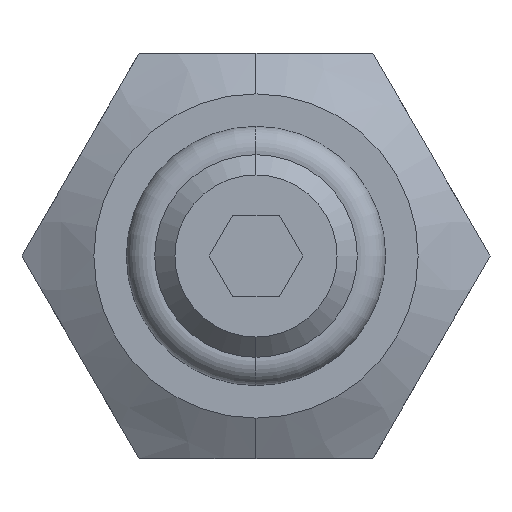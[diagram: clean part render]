
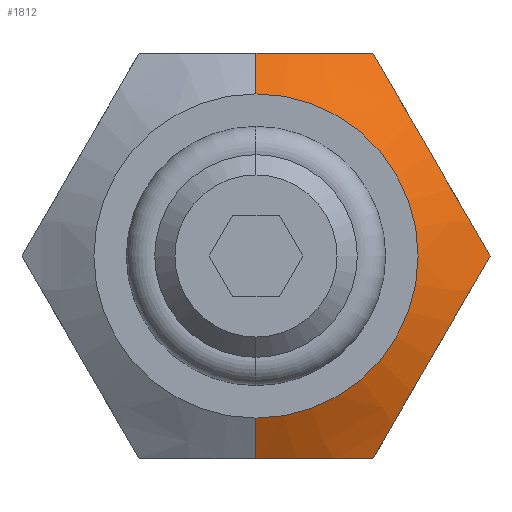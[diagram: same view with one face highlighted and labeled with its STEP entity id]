
A CAD part, front view. The second image highlights one B-rep face of the part: STEP entity #1812.
In plain terms, the highlighted conical face has half-angle 60 degrees and reference radius 4 mm.
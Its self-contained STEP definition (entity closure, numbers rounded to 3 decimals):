
#183 = FACE_OUTER_BOUND ( 'NONE', #1124, .T. ) ;
#193 = CONICAL_SURFACE ( 'NONE', #3673, 4., 1.047 ) ;
#763 = EDGE_CURVE ( 'NONE', #985, #993, #2898, .T. ) ;
#767 = EDGE_CURVE ( 'NONE', #985, #982, #2906, .T. ) ;
#768 = EDGE_CURVE ( 'NONE', #982, #980, #3761, .T. ) ;
#769 = EDGE_CURVE ( 'NONE', #980, #979, #3758, .T. ) ;
#770 = EDGE_CURVE ( 'NONE', #979, #976, #3752, .T. ) ;
#771 = EDGE_CURVE ( 'NONE', #976, #975, #3756, .T. ) ;
#772 = EDGE_CURVE ( 'NONE', #993, #975, #2909, .T. ) ;
#975 = VERTEX_POINT ( 'NONE', #3255 ) ;
#976 = VERTEX_POINT ( 'NONE', #3256 ) ;
#979 = VERTEX_POINT ( 'NONE', #3259 ) ;
#980 = VERTEX_POINT ( 'NONE', #3260 ) ;
#982 = VERTEX_POINT ( 'NONE', #3262 ) ;
#985 = VERTEX_POINT ( 'NONE', #3265 ) ;
#993 = VERTEX_POINT ( 'NONE', #3273 ) ;
#1124 = EDGE_LOOP ( 'NONE', ( #3125, #3131, #3122, #3124, #3130, #3123, #3120 ) ) ;
#1476 = CARTESIAN_POINT ( 'NONE',  ( 2.887, 8.524, -5. ) ) ;
#1488 = CARTESIAN_POINT ( 'NONE',  ( 0., 7.5, -4. ) ) ;
#1508 = DIRECTION ( 'NONE',  ( 0., 0., -1. ) ) ;
#1516 = DIRECTION ( 'NONE',  ( 0., -1., 0. ) ) ;
#1523 = CARTESIAN_POINT ( 'NONE',  ( 0., 7.5, 0. ) ) ;
#1716 = DIRECTION ( 'NONE',  ( 0., 0.5, 0.866 ) ) ;
#1719 = CARTESIAN_POINT ( 'NONE',  ( 0., 8.077, 5. ) ) ;
#1720 = CARTESIAN_POINT ( 'NONE',  ( 0.488, 8.077, 5. ) ) ;
#1721 = CARTESIAN_POINT ( 'NONE',  ( 0.983, 8.12, 5. ) ) ;
#1722 = CARTESIAN_POINT ( 'NONE',  ( 1.947, 8.277, 5. ) ) ;
#1725 = CARTESIAN_POINT ( 'NONE',  ( 0., 7.5, 4. ) ) ;
#1726 = CARTESIAN_POINT ( 'NONE',  ( 2.887, 8.524, 5. ) ) ;
#1727 = CARTESIAN_POINT ( 'NONE',  ( 3.123, 8.388, 4.591 ) ) ;
#1728 = CARTESIAN_POINT ( 'NONE',  ( 3.361, 8.275, 4.179 ) ) ;
#1729 = CARTESIAN_POINT ( 'NONE',  ( 3.722, 8.159, 3.554 ) ) ;
#1731 = CARTESIAN_POINT ( 'NONE',  ( 3.843, 8.128, 3.344 ) ) ;
#1732 = CARTESIAN_POINT ( 'NONE',  ( 4.087, 8.088, 2.921 ) ) ;
#1733 = CARTESIAN_POINT ( 'NONE',  ( 4.21, 8.077, 2.708 ) ) ;
#1734 = CARTESIAN_POINT ( 'NONE',  ( 4.824, 8.078, 1.645 ) ) ;
#1735 = CARTESIAN_POINT ( 'NONE',  ( 2.42, 8.389, 5. ) ) ;
#1738 = CARTESIAN_POINT ( 'NONE',  ( 5.774, 8.524, 0. ) ) ;
#1740 = CARTESIAN_POINT ( 'NONE',  ( 5.538, 8.388, -0.409 ) ) ;
#1741 = CARTESIAN_POINT ( 'NONE',  ( 5.3, 8.275, -0.821 ) ) ;
#1742 = CARTESIAN_POINT ( 'NONE',  ( 4.938, 8.159, -1.446 ) ) ;
#1744 = CARTESIAN_POINT ( 'NONE',  ( 4.817, 8.128, -1.656 ) ) ;
#1745 = CARTESIAN_POINT ( 'NONE',  ( 4.573, 8.088, -2.079 ) ) ;
#1746 = CARTESIAN_POINT ( 'NONE',  ( 4.45, 8.077, -2.292 ) ) ;
#1749 = CARTESIAN_POINT ( 'NONE',  ( 3.837, 8.078, -3.355 ) ) ;
#1750 = CARTESIAN_POINT ( 'NONE',  ( 5.302, 8.252, 0.816 ) ) ;
#1751 = CARTESIAN_POINT ( 'NONE',  ( 2.887, 8.524, 5. ) ) ;
#1752 = CARTESIAN_POINT ( 'NONE',  ( 5.774, 8.524, 0. ) ) ;
#1753 = CARTESIAN_POINT ( 'NONE',  ( 2.887, 8.524, -5. ) ) ;
#1761 = CARTESIAN_POINT ( 'NONE',  ( 2.42, 8.389, -5. ) ) ;
#1763 = CARTESIAN_POINT ( 'NONE',  ( 1.947, 8.277, -5. ) ) ;
#1769 = CARTESIAN_POINT ( 'NONE',  ( 0., 8.077, -5. ) ) ;
#1772 = CARTESIAN_POINT ( 'NONE',  ( 3.358, 8.252, -4.184 ) ) ;
#1774 = CARTESIAN_POINT ( 'NONE',  ( 0.488, 8.077, -5. ) ) ;
#1776 = DIRECTION ( 'NONE',  ( 0., 0.5, -0.866 ) ) ;
#1777 = CARTESIAN_POINT ( 'NONE',  ( 0.983, 8.12, -5. ) ) ;
#1812 = ADVANCED_FACE ( 'NONE', ( #183 ), #193, .T. ) ;
#2898 = CIRCLE ( 'NONE', #3537, 4. ) ;
#2906 = LINE ( 'NONE', #1488, #2910 ) ;
#2907 = VECTOR ( 'NONE', #1716, 1000. ) ;
#2909 = LINE ( 'NONE', #1725, #2907 ) ;
#2910 = VECTOR ( 'NONE', #1776, 1000. ) ;
#3120 = ORIENTED_EDGE ( 'NONE', *, *, #772, .F. ) ;
#3122 = ORIENTED_EDGE ( 'NONE', *, *, #768, .T. ) ;
#3123 = ORIENTED_EDGE ( 'NONE', *, *, #771, .T. ) ;
#3124 = ORIENTED_EDGE ( 'NONE', *, *, #769, .T. ) ;
#3125 = ORIENTED_EDGE ( 'NONE', *, *, #763, .F. ) ;
#3130 = ORIENTED_EDGE ( 'NONE', *, *, #770, .T. ) ;
#3131 = ORIENTED_EDGE ( 'NONE', *, *, #767, .T. ) ;
#3255 = CARTESIAN_POINT ( 'NONE',  ( 0., 8.077, 5. ) ) ;
#3256 = CARTESIAN_POINT ( 'NONE',  ( 2.887, 8.524, 5. ) ) ;
#3259 = CARTESIAN_POINT ( 'NONE',  ( 5.774, 8.524, 0. ) ) ;
#3260 = CARTESIAN_POINT ( 'NONE',  ( 2.887, 8.524, -5. ) ) ;
#3262 = CARTESIAN_POINT ( 'NONE',  ( 0., 8.077, -5. ) ) ;
#3265 = CARTESIAN_POINT ( 'NONE',  ( 0., 7.5, -4. ) ) ;
#3273 = CARTESIAN_POINT ( 'NONE',  ( 0., 7.5, 4. ) ) ;
#3463 = CARTESIAN_POINT ( 'NONE',  ( 0., 7.5, 0. ) ) ;
#3464 = DIRECTION ( 'NONE',  ( 0., 1., 0. ) ) ;
#3472 = DIRECTION ( 'NONE',  ( 0., 0., 1. ) ) ;
#3537 = AXIS2_PLACEMENT_3D ( 'NONE', #1523, #1516, #1508 ) ;
#3673 = AXIS2_PLACEMENT_3D ( 'NONE', #3463, #3464, #3472 ) ;
#3752 = B_SPLINE_CURVE_WITH_KNOTS ( 'NONE', 3,
 ( #1752, #1750, #1734, #1733, #1732, #1731, #1729, #1728, #1727, #1726 ),
 .UNSPECIFIED., .F., .F.,
 ( 4, 2, 2, 2, 4 ),
 ( 0., 0.003, 0.004, 0.004, 0.006 ),
 .UNSPECIFIED. ) ;
#3756 = B_SPLINE_CURVE_WITH_KNOTS ( 'NONE', 3,
 ( #1751, #1735, #1722, #1721, #1720, #1719 ),
 .UNSPECIFIED., .F., .F.,
 ( 4, 2, 4 ),
 ( 0.014, 0.016, 0.017 ),
 .UNSPECIFIED. ) ;
#3758 = B_SPLINE_CURVE_WITH_KNOTS ( 'NONE', 3,
 ( #1476, #1772, #1749, #1746, #1745, #1744, #1742, #1741, #1740, #1738 ),
 .UNSPECIFIED., .F., .F.,
 ( 4, 2, 2, 2, 4 ),
 ( 0., 0.003, 0.004, 0.004, 0.006 ),
 .UNSPECIFIED. ) ;
#3761 = B_SPLINE_CURVE_WITH_KNOTS ( 'NONE', 3,
 ( #1769, #1774, #1777, #1763, #1761, #1753 ),
 .UNSPECIFIED., .F., .F.,
 ( 4, 2, 4 ),
 ( 0.008, 0.01, 0.011 ),
 .UNSPECIFIED. ) ;
